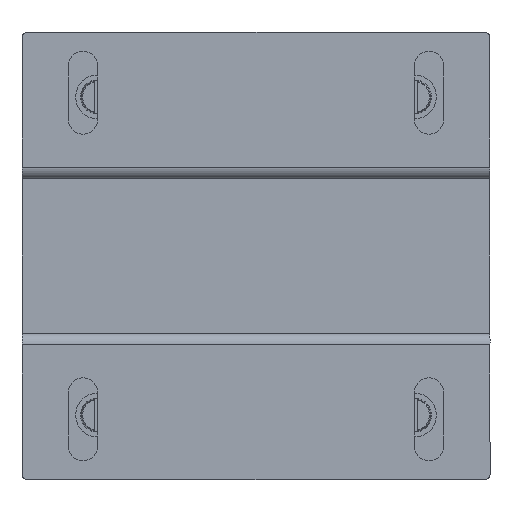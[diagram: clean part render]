
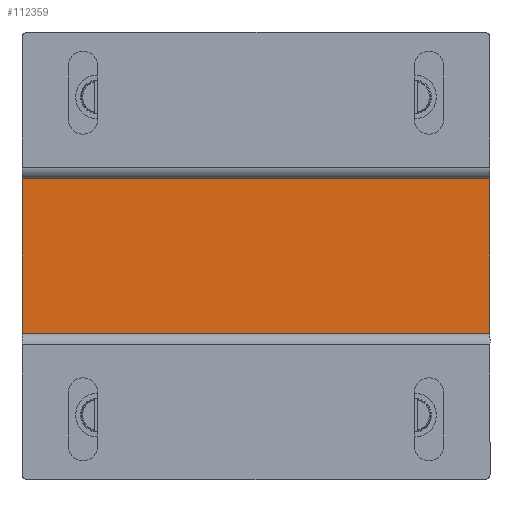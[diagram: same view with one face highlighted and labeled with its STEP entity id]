
A CAD part, front view. The second image highlights one B-rep face of the part: STEP entity #112359.
In plain terms, the highlighted planar face has unit normal (0, -1, 0).
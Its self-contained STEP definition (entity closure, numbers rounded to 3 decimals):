
#6284 = DIRECTION ( 'NONE',  ( 0., 0., 1. ) ) ;
#8067 = LINE ( 'NONE', #87029, #79999 ) ;
#9308 = VERTEX_POINT ( 'NONE', #30251 ) ;
#26051 = CARTESIAN_POINT ( 'NONE',  ( -100.51, -22.267, 209.054 ) ) ;
#30251 = CARTESIAN_POINT ( 'NONE',  ( -196.51, -22.267, 177.304 ) ) ;
#30408 = CARTESIAN_POINT ( 'NONE',  ( -100.51, -22.267, 177.304 ) ) ;
#32903 = EDGE_CURVE ( 'NONE', #9308, #87137, #74672, .T. ) ;
#35151 = EDGE_CURVE ( 'NONE', #74346, #87137, #69806, .T. ) ;
#37265 = EDGE_LOOP ( 'NONE', ( #97593, #138394, #57479, #50385 ) ) ;
#39423 = VERTEX_POINT ( 'NONE', #30408 ) ;
#50385 = ORIENTED_EDGE ( 'NONE', *, *, #119001, .T. ) ;
#52221 = EDGE_CURVE ( 'NONE', #39423, #9308, #8067, .T. ) ;
#57479 = ORIENTED_EDGE ( 'NONE', *, *, #52221, .F. ) ;
#64133 = CARTESIAN_POINT ( 'NONE',  ( -196.51, -22.267, 177.304 ) ) ;
#69806 = LINE ( 'NONE', #115614, #130912 ) ;
#73511 = DIRECTION ( 'NONE',  ( -1., 0., 0. ) ) ;
#74346 = VERTEX_POINT ( 'NONE', #26051 ) ;
#74672 = LINE ( 'NONE', #64133, #147285 ) ;
#75469 = FACE_OUTER_BOUND ( 'NONE', #37265, .T. ) ;
#76202 = CARTESIAN_POINT ( 'NONE',  ( -196.51, -22.267, 209.054 ) ) ;
#79999 = VECTOR ( 'NONE', #73511, 1000. ) ;
#81806 = DIRECTION ( 'NONE',  ( -1., 0., 0. ) ) ;
#82952 = VECTOR ( 'NONE', #136754, 1000. ) ;
#87029 = CARTESIAN_POINT ( 'NONE',  ( -100.51, -22.267, 177.304 ) ) ;
#87137 = VERTEX_POINT ( 'NONE', #76202 ) ;
#89690 = DIRECTION ( 'NONE',  ( 0., 0., -1. ) ) ;
#90171 = AXIS2_PLACEMENT_3D ( 'NONE', #99468, #100186, #89690 ) ;
#97593 = ORIENTED_EDGE ( 'NONE', *, *, #35151, .T. ) ;
#99468 = CARTESIAN_POINT ( 'NONE',  ( -100.51, -22.267, 177.304 ) ) ;
#100186 = DIRECTION ( 'NONE',  ( 0., 1., 0. ) ) ;
#112359 = ADVANCED_FACE ( 'NONE', ( #75469 ), #121218, .F. ) ;
#115614 = CARTESIAN_POINT ( 'NONE',  ( -100.51, -22.267, 209.054 ) ) ;
#119001 = EDGE_CURVE ( 'NONE', #39423, #74346, #146566, .T. ) ;
#121218 = PLANE ( 'NONE',  #90171 ) ;
#130912 = VECTOR ( 'NONE', #81806, 1000. ) ;
#135990 = CARTESIAN_POINT ( 'NONE',  ( -100.51, -22.267, 177.304 ) ) ;
#136754 = DIRECTION ( 'NONE',  ( 0., 0., 1. ) ) ;
#138394 = ORIENTED_EDGE ( 'NONE', *, *, #32903, .F. ) ;
#146566 = LINE ( 'NONE', #135990, #82952 ) ;
#147285 = VECTOR ( 'NONE', #6284, 1000. ) ;
